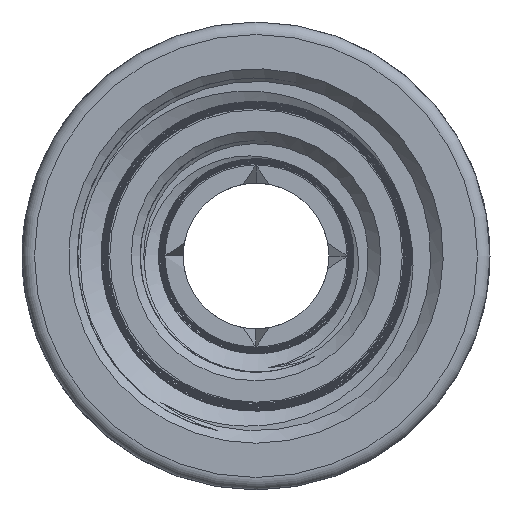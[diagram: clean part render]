
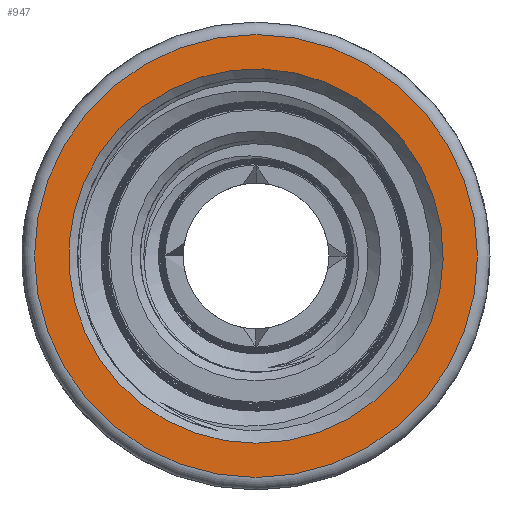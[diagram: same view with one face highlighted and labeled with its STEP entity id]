
A CAD part, left-side view. The second image highlights one B-rep face of the part: STEP entity #947.
In plain terms, the highlighted planar face has unit normal (-1, 0, 0).
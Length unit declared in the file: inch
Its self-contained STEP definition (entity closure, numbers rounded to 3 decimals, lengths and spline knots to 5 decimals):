
#905=CARTESIAN_POINT('',(-1.23728,0.5325,0.0));
#906=VERTEX_POINT('',#905);
#907=CARTESIAN_POINT('',(-1.23728,0.,0.0));
#908=DIRECTION('',(1.0,0.0,0.0));
#909=DIRECTION('',(0.0,-1.0,0.0));
#910=AXIS2_PLACEMENT_3D('',#907,#908,#909);
#911=CIRCLE('',#910,0.5325);
#912=EDGE_CURVE('',#906,#906,#911,.T.);
#928=CARTESIAN_POINT('',(-1.23728,0.457,0.0));
#929=DIRECTION('',(-1.0,0.0,0.0));
#930=DIRECTION('',(0.0,0.0,1.0));
#931=AXIS2_PLACEMENT_3D('',#928,#929,#930);
#932=PLANE('',#931);
#933=ORIENTED_EDGE('',*,*,#912,.F.);
#934=EDGE_LOOP('',(#933));
#935=FACE_OUTER_BOUND('',#934,.T.);
#936=CARTESIAN_POINT('',(-1.23728,0.,-0.45));
#937=VERTEX_POINT('',#936);
#938=CARTESIAN_POINT('',(-1.23728,0.,0.));
#939=DIRECTION('',(-1.0,0.0,0.0));
#940=DIRECTION('',(0.0,0.0,1.0));
#941=AXIS2_PLACEMENT_3D('',#938,#939,#940);
#942=CIRCLE('',#941,0.45);
#943=EDGE_CURVE('',#937,#937,#942,.T.);
#944=ORIENTED_EDGE('',*,*,#943,.F.);
#945=EDGE_LOOP('',(#944));
#946=FACE_BOUND('',#945,.T.);
#947=ADVANCED_FACE('',(#935,#946),#932,.T.);
